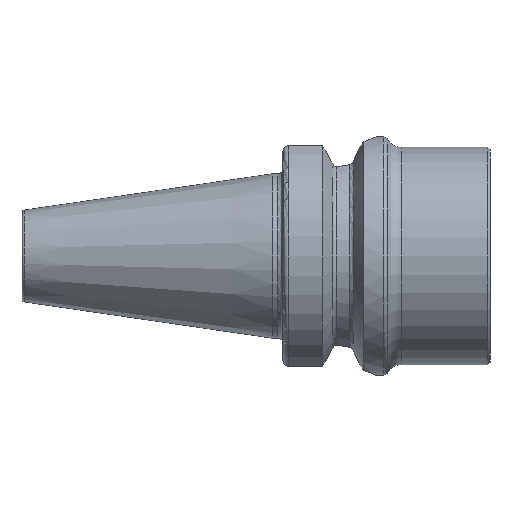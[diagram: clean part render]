
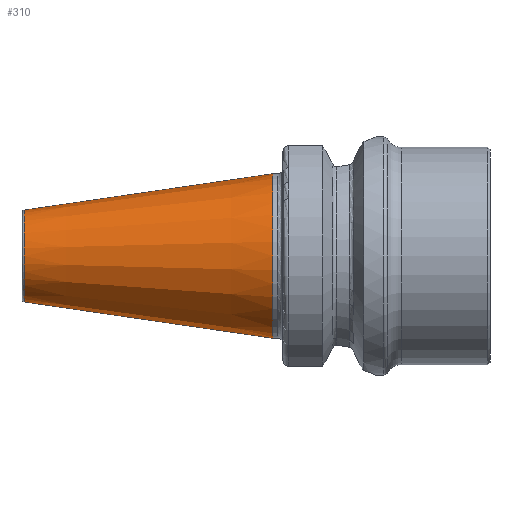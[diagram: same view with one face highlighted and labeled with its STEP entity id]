
A CAD part, front view. The second image highlights one B-rep face of the part: STEP entity #310.
In plain terms, the highlighted conical face has half-angle 8.297 degrees and reference radius 15.875 mm.
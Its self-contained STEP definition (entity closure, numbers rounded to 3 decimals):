
#102 = EDGE_CURVE ( 'NONE', #4794, #4126, #5051, .T. ) ;
#136 = LINE ( 'NONE', #4697, #1530 ) ;
#310 = ADVANCED_FACE ( 'NONE', ( #5716 ), #4222, .T. ) ;
#436 = CARTESIAN_POINT ( 'NONE',  ( 0., 0., 15.875 ) ) ;
#853 = CARTESIAN_POINT ( 'NONE',  ( -47.972, 0., 8.879 ) ) ;
#924 = ORIENTED_EDGE ( 'NONE', *, *, #102, .T. ) ;
#1067 = EDGE_CURVE ( 'NONE', #5933, #4794, #6254, .T. ) ;
#1096 = ORIENTED_EDGE ( 'NONE', *, *, #4498, .F. ) ;
#1530 = VECTOR ( 'NONE', #4786, 1000. ) ;
#1624 = CARTESIAN_POINT ( 'NONE',  ( 0., 0., 0. ) ) ;
#1636 = EDGE_CURVE ( 'NONE', #4220, #4126, #136, .T. ) ;
#1773 = DIRECTION ( 'NONE',  ( -1., 0., 0. ) ) ;
#1896 = AXIS2_PLACEMENT_3D ( 'NONE', #1624, #5033, #5733 ) ;
#2675 = AXIS2_PLACEMENT_3D ( 'NONE', #3003, #2977, #2952 ) ;
#2684 = AXIS2_PLACEMENT_3D ( 'NONE', #4820, #1773, #5326 ) ;
#2952 = DIRECTION ( 'NONE',  ( 0., 0., 1. ) ) ;
#2977 = DIRECTION ( 'NONE',  ( -1., 0., 0. ) ) ;
#3003 = CARTESIAN_POINT ( 'NONE',  ( 0., 0., 0. ) ) ;
#3096 = ORIENTED_EDGE ( 'NONE', *, *, #1636, .F. ) ;
#3740 = EDGE_LOOP ( 'NONE', ( #3096, #1096, #4431, #924 ) ) ;
#4012 = CIRCLE ( 'NONE', #2684, 8.879 ) ;
#4126 = VERTEX_POINT ( 'NONE', #436 ) ;
#4220 = VERTEX_POINT ( 'NONE', #853 ) ;
#4222 = CONICAL_SURFACE ( 'NONE', #1896, 15.875, 0.145 ) ;
#4431 = ORIENTED_EDGE ( 'NONE', *, *, #1067, .T. ) ;
#4498 = EDGE_CURVE ( 'NONE', #5933, #4220, #4012, .T. ) ;
#4697 = CARTESIAN_POINT ( 'NONE',  ( 0., 0., 15.875 ) ) ;
#4786 = DIRECTION ( 'NONE',  ( 0.99, 0., 0.144 ) ) ;
#4794 = VERTEX_POINT ( 'NONE', #5919 ) ;
#4820 = CARTESIAN_POINT ( 'NONE',  ( -47.972, 0., 0. ) ) ;
#4877 = CARTESIAN_POINT ( 'NONE',  ( 0., 0., -15.875 ) ) ;
#4963 = VECTOR ( 'NONE', #4979, 1000. ) ;
#4979 = DIRECTION ( 'NONE',  ( 0.99, 0., -0.144 ) ) ;
#5033 = DIRECTION ( 'NONE',  ( 1., 0., 0. ) ) ;
#5051 = CIRCLE ( 'NONE', #2675, 15.875 ) ;
#5326 = DIRECTION ( 'NONE',  ( 0., 0., 1. ) ) ;
#5716 = FACE_OUTER_BOUND ( 'NONE', #3740, .T. ) ;
#5733 = DIRECTION ( 'NONE',  ( 0., 0., -1. ) ) ;
#5919 = CARTESIAN_POINT ( 'NONE',  ( 0., 0., -15.875 ) ) ;
#5933 = VERTEX_POINT ( 'NONE', #5943 ) ;
#5943 = CARTESIAN_POINT ( 'NONE',  ( -47.972, 0., -8.879 ) ) ;
#6254 = LINE ( 'NONE', #4877, #4963 ) ;
